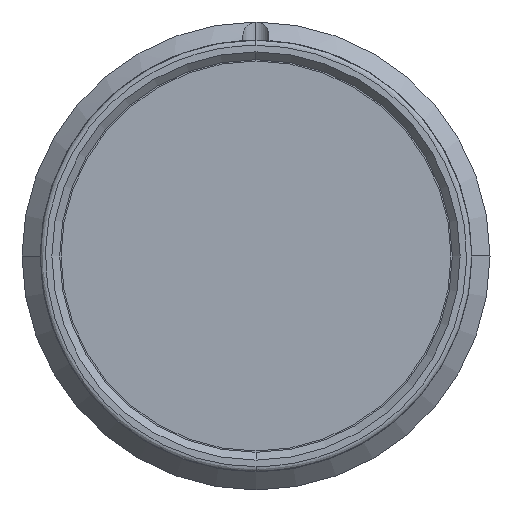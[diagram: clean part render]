
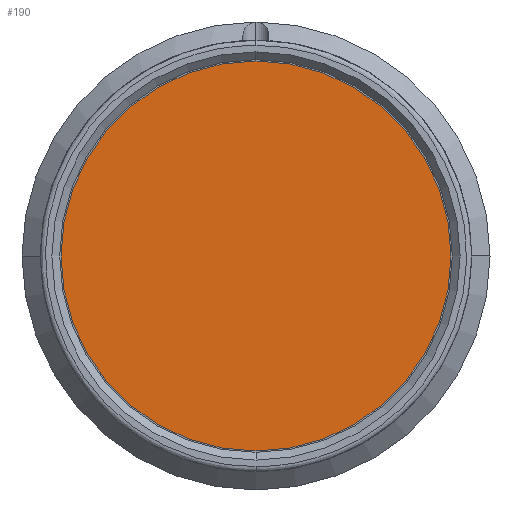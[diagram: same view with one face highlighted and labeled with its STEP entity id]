
A CAD part, left-side view. The second image highlights one B-rep face of the part: STEP entity #190.
In plain terms, the highlighted planar face has unit normal (-1, 0, 0).
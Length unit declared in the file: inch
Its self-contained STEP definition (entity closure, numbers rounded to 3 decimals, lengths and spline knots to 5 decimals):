
#149 = AXIS2_PLACEMENT_3D ( 'NONE', #2145, #2664, #2376 ) ;
#151 = CARTESIAN_POINT ( 'NONE',  ( -0.27362, 0., -0.29528 ) ) ;
#190 = ADVANCED_FACE ( 'NONE', ( #2500 ), #811, .T. ) ;
#605 = CARTESIAN_POINT ( 'NONE',  ( -0.27362, 0., 0. ) ) ;
#766 = CIRCLE ( 'NONE', #3347, 0.29528 ) ;
#811 = PLANE ( 'NONE',  #149 ) ;
#1101 = VERTEX_POINT ( 'NONE', #1618 ) ;
#1289 = AXIS2_PLACEMENT_3D ( 'NONE', #605, #2474, #2742 ) ;
#1374 = CIRCLE ( 'NONE', #1289, 0.29528 ) ;
#1618 = CARTESIAN_POINT ( 'NONE',  ( -0.27362, 0., 0.29528 ) ) ;
#1947 = CARTESIAN_POINT ( 'NONE',  ( -0.27362, 0., 0. ) ) ;
#2145 = CARTESIAN_POINT ( 'NONE',  ( -0.27362, 0., 0.29528 ) ) ;
#2205 = DIRECTION ( 'NONE',  ( 0., 0., 1. ) ) ;
#2323 = VERTEX_POINT ( 'NONE', #151 ) ;
#2376 = DIRECTION ( 'NONE',  ( 0., 0., -1. ) ) ;
#2474 = DIRECTION ( 'NONE',  ( 1., 0., 0. ) ) ;
#2500 = FACE_OUTER_BOUND ( 'NONE', #2853, .T. ) ;
#2520 = ORIENTED_EDGE ( 'NONE', *, *, #3134, .F. ) ;
#2613 = EDGE_CURVE ( 'NONE', #1101, #2323, #1374, .T. ) ;
#2664 = DIRECTION ( 'NONE',  ( -1., 0., 0. ) ) ;
#2742 = DIRECTION ( 'NONE',  ( 0., 0., 1. ) ) ;
#2749 = DIRECTION ( 'NONE',  ( 1., 0., 0. ) ) ;
#2853 = EDGE_LOOP ( 'NONE', ( #2891, #2520 ) ) ;
#2891 = ORIENTED_EDGE ( 'NONE', *, *, #2613, .F. ) ;
#3134 = EDGE_CURVE ( 'NONE', #2323, #1101, #766, .T. ) ;
#3347 = AXIS2_PLACEMENT_3D ( 'NONE', #1947, #2749, #2205 ) ;
